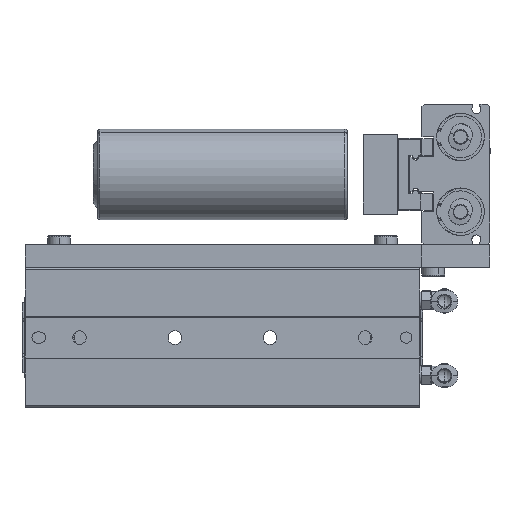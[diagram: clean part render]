
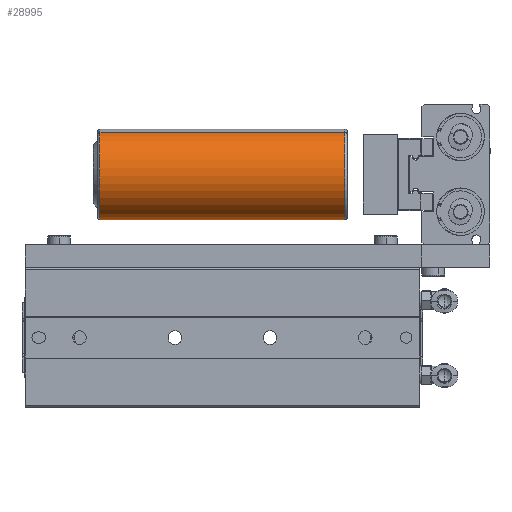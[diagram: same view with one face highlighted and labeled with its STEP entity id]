
A CAD part, left-side view. The second image highlights one B-rep face of the part: STEP entity #28995.
In plain terms, the highlighted cylindrical face has radius 20 mm (diameter 40 mm), a partial arc.
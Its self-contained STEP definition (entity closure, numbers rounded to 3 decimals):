
#431 = VERTEX_POINT ( 'NONE', #4563 ) ;
#1130 = VECTOR ( 'NONE', #18046, 1000. ) ;
#1226 = CARTESIAN_POINT ( 'NONE',  ( 50.361, 64., 54.565 ) ) ;
#1683 = CARTESIAN_POINT ( 'NONE',  ( 57.8, 229.569, 36. ) ) ;
#4563 = CARTESIAN_POINT ( 'NONE',  ( 50.361, 172., 54.565 ) ) ;
#4636 = DIRECTION ( 'NONE',  ( 0., 1., 0. ) ) ;
#6447 = CIRCLE ( 'NONE', #34434, 20. ) ;
#7164 = ORIENTED_EDGE ( 'NONE', *, *, #11597, .T. ) ;
#7974 = ORIENTED_EDGE ( 'NONE', *, *, #15428, .F. ) ;
#8131 = ORIENTED_EDGE ( 'NONE', *, *, #14139, .T. ) ;
#8487 = EDGE_LOOP ( 'NONE', ( #7164, #10227, #8131, #7974 ) ) ;
#8845 = CARTESIAN_POINT ( 'NONE',  ( 65.239, 229.569, 17.435 ) ) ;
#9446 = CARTESIAN_POINT ( 'NONE',  ( 50.361, 229.569, 54.565 ) ) ;
#9802 = AXIS2_PLACEMENT_3D ( 'NONE', #1683, #20688, #30953 ) ;
#10227 = ORIENTED_EDGE ( 'NONE', *, *, #18561, .T. ) ;
#10406 = VECTOR ( 'NONE', #12844, 1000. ) ;
#11597 = EDGE_CURVE ( 'NONE', #431, #27959, #18012, .T. ) ;
#12844 = DIRECTION ( 'NONE',  ( 0., -1., 0. ) ) ;
#13030 = LINE ( 'NONE', #9446, #10406 ) ;
#14139 = EDGE_CURVE ( 'NONE', #32573, #39104, #6447, .T. ) ;
#14170 = CARTESIAN_POINT ( 'NONE',  ( 65.239, 64., 17.435 ) ) ;
#15428 = EDGE_CURVE ( 'NONE', #431, #39104, #13030, .T. ) ;
#15939 = CARTESIAN_POINT ( 'NONE',  ( 65.239, 172., 17.435 ) ) ;
#17216 = DIRECTION ( 'NONE',  ( -0.372, 0., 0.928 ) ) ;
#18012 = CIRCLE ( 'NONE', #41933, 20. ) ;
#18046 = DIRECTION ( 'NONE',  ( 0., -1., 0. ) ) ;
#18561 = EDGE_CURVE ( 'NONE', #27959, #32573, #21451, .T. ) ;
#20688 = DIRECTION ( 'NONE',  ( 0., -1., 0. ) ) ;
#21302 = CARTESIAN_POINT ( 'NONE',  ( 57.8, 172., 36. ) ) ;
#21451 = LINE ( 'NONE', #8845, #1130 ) ;
#27942 = FACE_OUTER_BOUND ( 'NONE', #8487, .T. ) ;
#27959 = VERTEX_POINT ( 'NONE', #15939 ) ;
#28995 = ADVANCED_FACE ( 'NONE', ( #27942 ), #40618, .T. ) ;
#30518 = DIRECTION ( 'NONE',  ( 0., -1., 0. ) ) ;
#30953 = DIRECTION ( 'NONE',  ( -0.372, 0., 0.928 ) ) ;
#32573 = VERTEX_POINT ( 'NONE', #14170 ) ;
#33692 = CARTESIAN_POINT ( 'NONE',  ( 57.8, 64., 36. ) ) ;
#34434 = AXIS2_PLACEMENT_3D ( 'NONE', #33692, #4636, #17216 ) ;
#39104 = VERTEX_POINT ( 'NONE', #1226 ) ;
#40618 = CYLINDRICAL_SURFACE ( 'NONE', #9802, 20. ) ;
#41215 = DIRECTION ( 'NONE',  ( 0.372, 0., -0.928 ) ) ;
#41933 = AXIS2_PLACEMENT_3D ( 'NONE', #21302, #30518, #41215 ) ;
